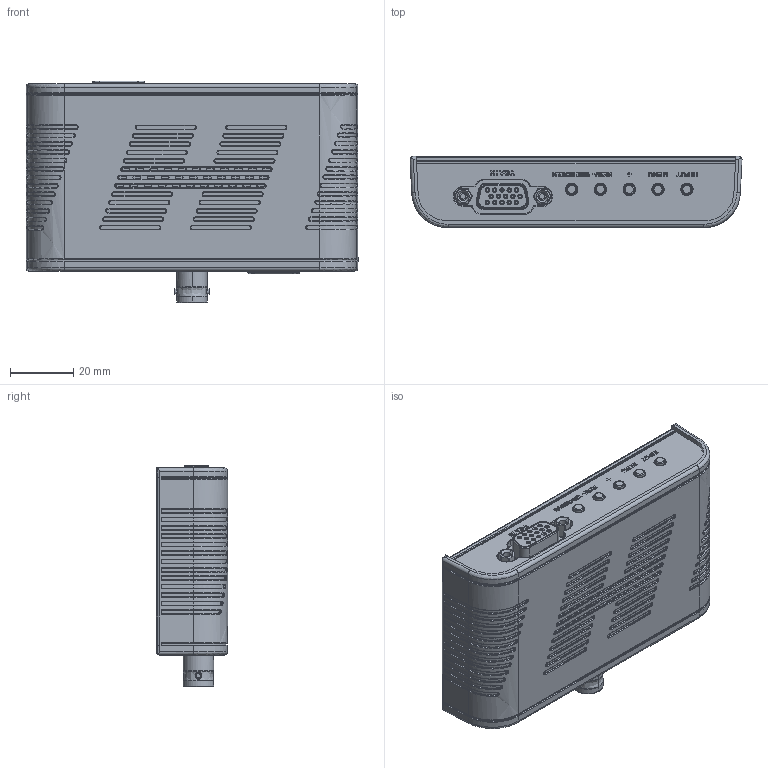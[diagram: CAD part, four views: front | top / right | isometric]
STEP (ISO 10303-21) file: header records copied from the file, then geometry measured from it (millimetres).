
FILE_DESCRIPTION (( 'STEP AP214' ), '1' );
FILE_NAME ('BNCSV-VGA-CNVTR-MDP (BNCSV-VGA-CNVTR).STEP', '2017-11-27T13:45:46', ( 'test' ), ( '' ), 'SwSTEP 2.0', 'SolidWorks 2011', '' );
FILE_SCHEMA (( 'AUTOMOTIVE_DESIGN' ));
Products named in the file (9): RCA___1_5; GG; BNC_RA; RS232; LED; MANIFOLD_SOLID_BREP_312; AJ; BOX; BNCSV-VGA-CNVTR-MDP (BNCSV-VGA-CNVTR)
Assembly tree (9 placements, depth 2):
  BNCSV-VGA-CNVTR-MDP (BNCSV-VGA-CNVTR)
    RS232  x2
    LED
    AJ
    GG
    BNC_RA
    RCA___1_5
    BOX
    MANIFOLD_SOLID_BREP_312
Bounding box: 104.89 x 22.5 x 69.94 mm (x, y, z)
Volume: 43953.6 mm3; surface area: 44951.7 mm2
Topology: 13 solids, 15 shells, 2664 faces, 6844 edges, 4315 vertices
Faces by surface type: bspline 1028, plane 1028, cylinder 534, cone 74
Entity records: 105536 total; most frequent: CARTESIAN_POINT 53713, ORIENTED_EDGE 12364, DIRECTION 7829, EDGE_CURVE 6182, VERTEX_POINT 3953, LINE 3327, VECTOR 3327, EDGE_LOOP 2619
